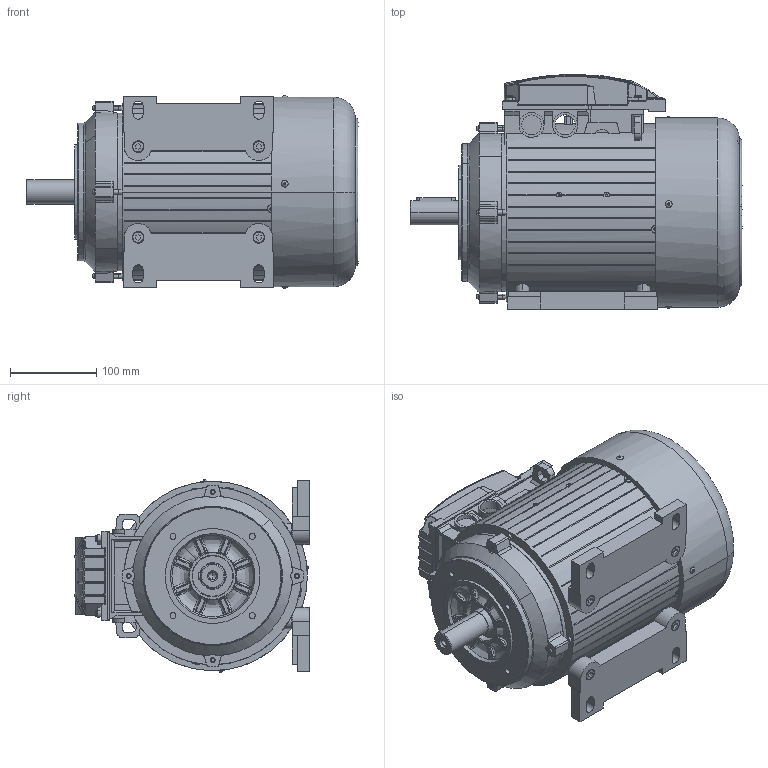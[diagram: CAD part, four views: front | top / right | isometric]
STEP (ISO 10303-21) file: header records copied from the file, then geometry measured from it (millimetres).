
FILE_DESCRIPTION (( 'STEP AP214' ), '1' );
FILE_NAME ('18OT.STEP', '2024-04-23T22:03:11', ( '' ), ( '' ), 'SwSTEP 2.0', 'SolidWorks 2021', '' );
FILE_SCHEMA (( 'AUTOMOTIVE_DESIGN' ));
Length unit declared in the file: inch
Products named in the file (1): 18OT
Bounding box: 385 x 271.98 x 223 mm (x, y, z)
Volume: 10676084.2 mm3; surface area: 640839.7 mm2
Topology: 16 solids, 23 shells, 3525 faces, 9085 edges, 5808 vertices
Faces by surface type: plane 1703, bspline 912, cylinder 684, cone 220, torus 6
Entity records: 157159 total; most frequent: CARTESIAN_POINT 78743, ORIENTED_EDGE 18098, DIRECTION 13291, EDGE_CURVE 9049, VERTEX_POINT 5808, VECTOR 4787, LINE 4787, AXIS2_PLACEMENT_3D 4252
